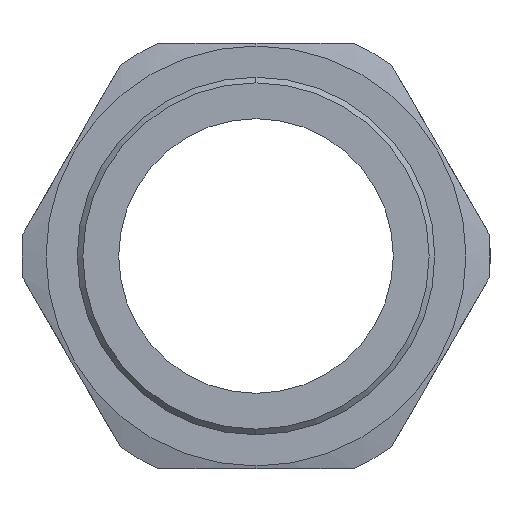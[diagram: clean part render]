
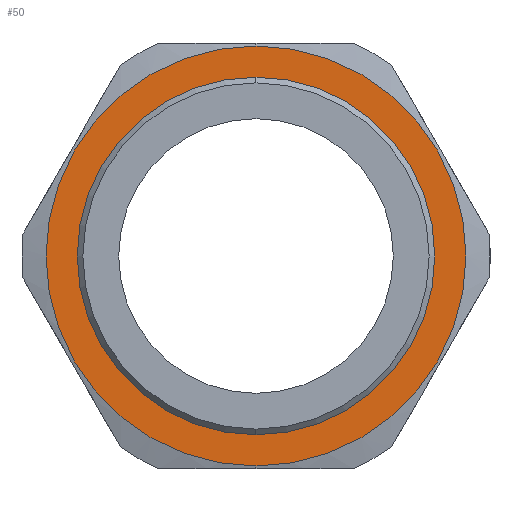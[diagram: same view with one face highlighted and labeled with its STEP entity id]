
A CAD part, left-side view. The second image highlights one B-rep face of the part: STEP entity #50.
In plain terms, the highlighted planar face has unit normal (-1, 0, 0).
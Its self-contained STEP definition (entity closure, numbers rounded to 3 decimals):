
#7 = DIRECTION ( 'NONE',  ( -1., 0., 0. ) ) ;
#50 = ADVANCED_FACE ( 'NONE', ( #1303, #3161 ), #1478, .F. ) ;
#118 = VERTEX_POINT ( 'NONE', #2338 ) ;
#366 = CIRCLE ( 'NONE', #1307, 31.5 ) ;
#418 = VERTEX_POINT ( 'NONE', #2748 ) ;
#424 = ORIENTED_EDGE ( 'NONE', *, *, #1313, .F. ) ;
#435 = DIRECTION ( 'NONE',  ( -1., 0., 0. ) ) ;
#569 = CARTESIAN_POINT ( 'NONE',  ( 15., 0., 0. ) ) ;
#1040 = CIRCLE ( 'NONE', #2549, 31.5 ) ;
#1056 = VERTEX_POINT ( 'NONE', #2556 ) ;
#1303 = FACE_BOUND ( 'NONE', #2666, .T. ) ;
#1307 = AXIS2_PLACEMENT_3D ( 'NONE', #2524, #2830, #1441 ) ;
#1313 = EDGE_CURVE ( 'NONE', #418, #1056, #1040, .T. ) ;
#1315 = DIRECTION ( 'NONE',  ( -1., 0., 0. ) ) ;
#1421 = EDGE_LOOP ( 'NONE', ( #2618, #2977 ) ) ;
#1441 = DIRECTION ( 'NONE',  ( 0., 0., 1. ) ) ;
#1478 = PLANE ( 'NONE',  #2343 ) ;
#1612 = DIRECTION ( 'NONE',  ( 0., 0., 1. ) ) ;
#1882 = DIRECTION ( 'NONE',  ( 0., 0., 1. ) ) ;
#1956 = AXIS2_PLACEMENT_3D ( 'NONE', #569, #7, #1882 ) ;
#2019 = CARTESIAN_POINT ( 'NONE',  ( 15., 0., 0. ) ) ;
#2088 = CIRCLE ( 'NONE', #3096, 37. ) ;
#2338 = CARTESIAN_POINT ( 'NONE',  ( 15., 0., 37. ) ) ;
#2343 = AXIS2_PLACEMENT_3D ( 'NONE', #2548, #3357, #2834 ) ;
#2371 = VERTEX_POINT ( 'NONE', #3088 ) ;
#2375 = EDGE_CURVE ( 'NONE', #1056, #418, #366, .T. ) ;
#2509 = CIRCLE ( 'NONE', #1956, 37. ) ;
#2524 = CARTESIAN_POINT ( 'NONE',  ( 15., 0., 0. ) ) ;
#2548 = CARTESIAN_POINT ( 'NONE',  ( 15., 31.5, 0. ) ) ;
#2549 = AXIS2_PLACEMENT_3D ( 'NONE', #2019, #435, #3093 ) ;
#2556 = CARTESIAN_POINT ( 'NONE',  ( 15., 0., 31.5 ) ) ;
#2618 = ORIENTED_EDGE ( 'NONE', *, *, #3017, .T. ) ;
#2666 = EDGE_LOOP ( 'NONE', ( #424, #3430 ) ) ;
#2686 = EDGE_CURVE ( 'NONE', #118, #2371, #2088, .T. ) ;
#2689 = CARTESIAN_POINT ( 'NONE',  ( 15., 0., 0. ) ) ;
#2748 = CARTESIAN_POINT ( 'NONE',  ( 15., 0., -31.5 ) ) ;
#2830 = DIRECTION ( 'NONE',  ( -1., 0., 0. ) ) ;
#2834 = DIRECTION ( 'NONE',  ( 0., 0., -1. ) ) ;
#2977 = ORIENTED_EDGE ( 'NONE', *, *, #2686, .T. ) ;
#3017 = EDGE_CURVE ( 'NONE', #2371, #118, #2509, .T. ) ;
#3088 = CARTESIAN_POINT ( 'NONE',  ( 15., 0., -37. ) ) ;
#3093 = DIRECTION ( 'NONE',  ( 0., 0., 1. ) ) ;
#3096 = AXIS2_PLACEMENT_3D ( 'NONE', #2689, #1315, #1612 ) ;
#3161 = FACE_OUTER_BOUND ( 'NONE', #1421, .T. ) ;
#3357 = DIRECTION ( 'NONE',  ( 1., 0., 0. ) ) ;
#3430 = ORIENTED_EDGE ( 'NONE', *, *, #2375, .F. ) ;
